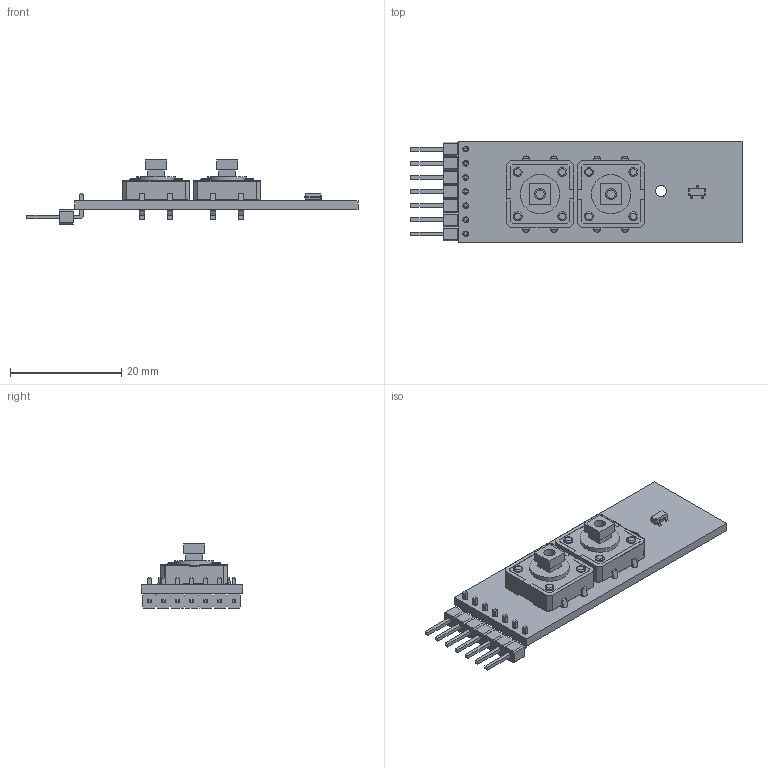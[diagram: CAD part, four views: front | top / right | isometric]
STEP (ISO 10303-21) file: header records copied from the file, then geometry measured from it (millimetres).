
FILE_DESCRIPTION(('KiCad electronic assembly'),'2;1');
FILE_NAME('side-board.step','2025-01-31T22:46:40',('Pcbnew'),('Kicad'), 'Open CASCADE STEP processor 7.8','KiCad to STEP converter','Unknown' );
FILE_SCHEMA(('AUTOMOTIVE_DESIGN { 1 0 10303 214 1 1 1 1 }'));
Length unit declared in the file: millimetre
Products named in the file (8): side-board 1; B3F-5050; B3F-4055; SOT-23-3; PinHeader_1x07_P2.54mm_Horizontal; PinHeader_1x07_P254mm_Horizontal; side-board_PCB
Assembly tree (8 placements, depth 3):
  side-board 1
    B3F-5050  x2
      B3F-4055
    SOT-23-3
      SOT-23-3
    PinHeader_1x07_P2.54mm_Horizontal
      PinHeader_1x07_P254mm_Horizontal
    side-board_PCB
Bounding box: 59.81 x 18.35 x 11.54 mm (x, y, z)
Volume: 2672.1 mm3; surface area: 4875.5 mm2
Topology: 17 solids, 17 shells, 646 faces, 1680 edges, 1093 vertices
Faces by surface type: plane 559, cylinder 59, bspline 16, torus 8, cone 4
Full cylindrical faces by diameter (mm): 1 x7, 1.25 x8, 1.5 x2, 1.6 x12, 1.85 x4, 2 x3, 7.1 x4
Entity records: 16942 total; most frequent: CARTESIAN_POINT 2557, ORIENTED_EDGE 2400, DIRECTION 2191, EDGE_CURVE 1200, LINE 1049, VECTOR 1049, VERTEX_POINT 773, AXIS2_PLACEMENT_3D 571
